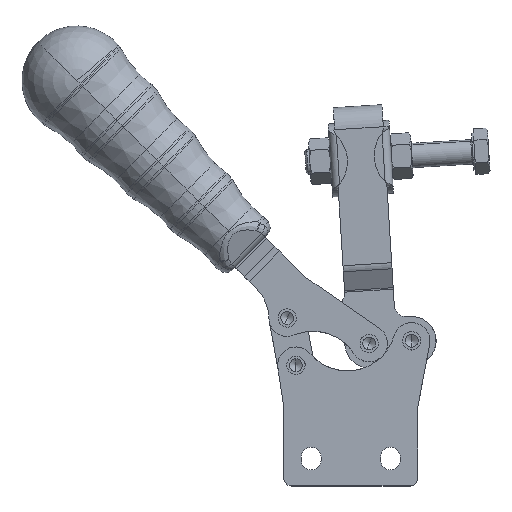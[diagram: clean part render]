
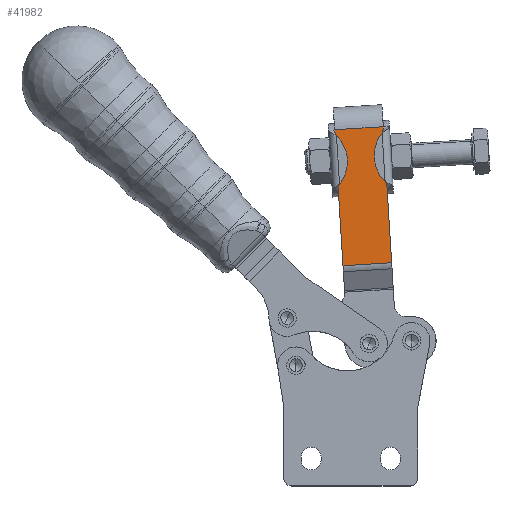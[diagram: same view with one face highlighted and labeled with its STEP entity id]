
A CAD part, top view. The second image highlights one B-rep face of the part: STEP entity #41982.
In plain terms, the highlighted planar face has unit normal (0, 0, 1).
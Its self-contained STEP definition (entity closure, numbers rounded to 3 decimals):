
#36019=CARTESIAN_POINT('',(26.12,95.856,-30.224));
#36020=VERTEX_POINT('',#36019);
#36021=CARTESIAN_POINT('',(25.127,111.959,-30.224));
#36022=VERTEX_POINT('',#36021);
#36023=CARTESIAN_POINT('',(26.12,95.856,-30.224));
#36024=DIRECTION('',(-0.062,0.998,0.));
#36025=VECTOR('',#36024,16.134);
#36026=LINE('',#36023,#36025);
#36027=EDGE_CURVE('',#36020,#36022,#36026,.T.);
#36217=CARTESIAN_POINT('',(26.669,94.864,-30.224));
#36218=VERTEX_POINT('',#36217);
#36219=CARTESIAN_POINT('',(26.669,94.864,-30.224));
#36220=CARTESIAN_POINT('',(26.666,94.868,-30.224));
#36221=CARTESIAN_POINT('',(26.663,94.872,-30.224));
#36222=CARTESIAN_POINT('',(26.494,95.052,-30.224));
#36223=CARTESIAN_POINT('',(26.367,95.282,-30.224));
#36224=CARTESIAN_POINT('',(26.203,95.65,-30.224));
#36225=CARTESIAN_POINT('',(26.161,95.751,-30.224));
#36226=CARTESIAN_POINT('',(26.12,95.856,-30.224));
#36227=B_SPLINE_CURVE_WITH_KNOTS('',3,(#36219,#36220,#36221,#36222,#36223,#36224,#36225,#36226),.UNSPECIFIED.,.F.,.U.,(4,2,2,4),(0.285,0.287,0.414,0.461),.UNSPECIFIED.);
#36228=EDGE_CURVE('',#36218,#36020,#36227,.T.);
#36723=CARTESIAN_POINT('',(25.551,113.01,-30.224));
#36724=VERTEX_POINT('',#36723);
#36725=CARTESIAN_POINT('',(25.127,111.959,-30.224));
#36726=CARTESIAN_POINT('',(25.22,112.315,-30.224));
#36727=CARTESIAN_POINT('',(25.318,112.635,-30.224));
#36728=CARTESIAN_POINT('',(25.495,112.931,-30.224));
#36729=CARTESIAN_POINT('',(25.522,112.972,-30.224));
#36730=CARTESIAN_POINT('',(25.551,113.01,-30.224));
#36731=B_SPLINE_CURVE_WITH_KNOTS('',3,(#36725,#36726,#36727,#36728,#36729,#36730),.UNSPECIFIED.,.F.,.U.,(4,2,4),(0.,0.11,0.129),.UNSPECIFIED.);
#36732=EDGE_CURVE('',#36022,#36724,#36731,.T.);
#37548=CARTESIAN_POINT('',(28.247,69.271,-30.224));
#37549=VERTEX_POINT('',#37548);
#37550=CARTESIAN_POINT('',(26.669,94.864,-30.224));
#37551=DIRECTION('',(0.062,-0.998,0.));
#37552=VECTOR('',#37551,25.642);
#37553=LINE('',#37550,#37552);
#37554=EDGE_CURVE('',#36218,#37549,#37553,.T.);
#37638=CARTESIAN_POINT('',(10.131,111.035,-30.224));
#37639=VERTEX_POINT('',#37638);
#37640=CARTESIAN_POINT('',(11.124,94.931,-30.224));
#37641=VERTEX_POINT('',#37640);
#37642=CARTESIAN_POINT('',(10.131,111.035,-30.224));
#37643=DIRECTION('',(0.062,-0.998,0.));
#37644=VECTOR('',#37643,16.134);
#37645=LINE('',#37642,#37644);
#37646=EDGE_CURVE('',#37639,#37641,#37645,.T.);
#37836=CARTESIAN_POINT('',(9.581,112.026,-30.224));
#37837=VERTEX_POINT('',#37836);
#37838=CARTESIAN_POINT('',(9.581,112.026,-30.224));
#37839=CARTESIAN_POINT('',(9.632,111.972,-30.224));
#37840=CARTESIAN_POINT('',(9.68,111.913,-30.224));
#37841=CARTESIAN_POINT('',(9.884,111.624,-30.224));
#37842=CARTESIAN_POINT('',(10.009,111.341,-30.224));
#37843=CARTESIAN_POINT('',(10.131,111.035,-30.224));
#37844=B_SPLINE_CURVE_WITH_KNOTS('',3,(#37838,#37839,#37840,#37841,#37842,#37843),.UNSPECIFIED.,.F.,.U.,(4,2,4),(0.085,0.11,0.197),.UNSPECIFIED.);
#37845=EDGE_CURVE('',#37837,#37639,#37844,.T.);
#38734=CARTESIAN_POINT('',(10.7,93.88,-30.224));
#38735=VERTEX_POINT('',#38734);
#38736=CARTESIAN_POINT('',(11.124,94.931,-30.224));
#38737=CARTESIAN_POINT('',(11.03,94.576,-30.224));
#38738=CARTESIAN_POINT('',(10.932,94.255,-30.224));
#38739=CARTESIAN_POINT('',(10.755,93.96,-30.224));
#38740=CARTESIAN_POINT('',(10.728,93.919,-30.224));
#38741=CARTESIAN_POINT('',(10.7,93.88,-30.224));
#38742=B_SPLINE_CURVE_WITH_KNOTS('',3,(#38736,#38737,#38738,#38739,#38740,#38741),.UNSPECIFIED.,.F.,.U.,(4,2,4),(0.,0.11,0.129),.UNSPECIFIED.);
#38743=EDGE_CURVE('',#37641,#38735,#38742,.T.);
#39047=CARTESIAN_POINT('',(9.525,112.934,-30.224));
#39048=VERTEX_POINT('',#39047);
#39049=CARTESIAN_POINT('',(9.525,112.934,-30.224));
#39050=DIRECTION('',(0.062,-0.998,0.));
#39051=VECTOR('',#39050,0.91);
#39052=LINE('',#39049,#39051);
#39053=EDGE_CURVE('',#39048,#37837,#39052,.T.);
#39149=CARTESIAN_POINT('',(12.277,68.287,-30.224));
#39150=VERTEX_POINT('',#39149);
#39158=CARTESIAN_POINT('',(10.7,93.88,-30.224));
#39159=DIRECTION('',(0.062,-0.998,0.));
#39160=VECTOR('',#39159,25.642);
#39161=LINE('',#39158,#39160);
#39162=EDGE_CURVE('',#38735,#39150,#39161,.T.);
#41837=CARTESIAN_POINT('',(25.495,113.919,-30.224));
#41838=VERTEX_POINT('',#41837);
#41846=CARTESIAN_POINT('',(25.495,113.919,-30.224));
#41847=DIRECTION('',(0.062,-0.998,0.0));
#41848=VECTOR('',#41847,0.91);
#41849=LINE('',#41846,#41848);
#41850=EDGE_CURVE('',#41838,#36724,#41849,.T.);
#41953=CARTESIAN_POINT('',(25.495,113.919,-30.224));
#41954=DIRECTION('',(0.0,0.0,1.0));
#41955=DIRECTION('',(0.998,0.062,0.0));
#41956=AXIS2_PLACEMENT_3D('',#41953,#41954,#41955);
#41957=PLANE('',#41956);
#41958=ORIENTED_EDGE('',*,*,#36732,.T.);
#41959=ORIENTED_EDGE('',*,*,#41850,.F.);
#41960=CARTESIAN_POINT('',(25.495,113.919,-30.224));
#41961=DIRECTION('',(-0.998,-0.062,0.));
#41962=VECTOR('',#41961,16.);
#41963=LINE('',#41960,#41962);
#41964=EDGE_CURVE('',#41838,#39048,#41963,.T.);
#41965=ORIENTED_EDGE('',*,*,#41964,.T.);
#41966=ORIENTED_EDGE('',*,*,#39053,.T.);
#41967=ORIENTED_EDGE('',*,*,#37845,.T.);
#41968=ORIENTED_EDGE('',*,*,#37646,.T.);
#41969=ORIENTED_EDGE('',*,*,#38743,.T.);
#41970=ORIENTED_EDGE('',*,*,#39162,.T.);
#41971=CARTESIAN_POINT('',(12.277,68.287,-30.224));
#41972=DIRECTION('',(0.998,0.062,0.));
#41973=VECTOR('',#41972,16.);
#41974=LINE('',#41971,#41973);
#41975=EDGE_CURVE('',#39150,#37549,#41974,.T.);
#41976=ORIENTED_EDGE('',*,*,#41975,.T.);
#41977=ORIENTED_EDGE('',*,*,#37554,.F.);
#41978=ORIENTED_EDGE('',*,*,#36228,.T.);
#41979=ORIENTED_EDGE('',*,*,#36027,.T.);
#41980=EDGE_LOOP('',(#41958,#41959,#41965,#41966,#41967,#41968,#41969,#41970,#41976,#41977,#41978,#41979));
#41981=FACE_OUTER_BOUND('',#41980,.T.);
#41982=ADVANCED_FACE('',(#41981),#41957,.T.);
